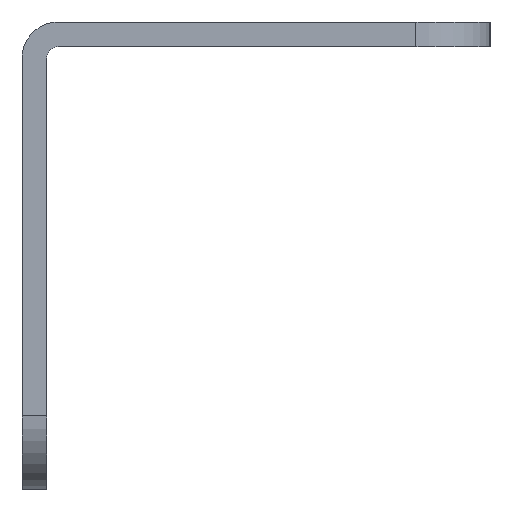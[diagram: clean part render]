
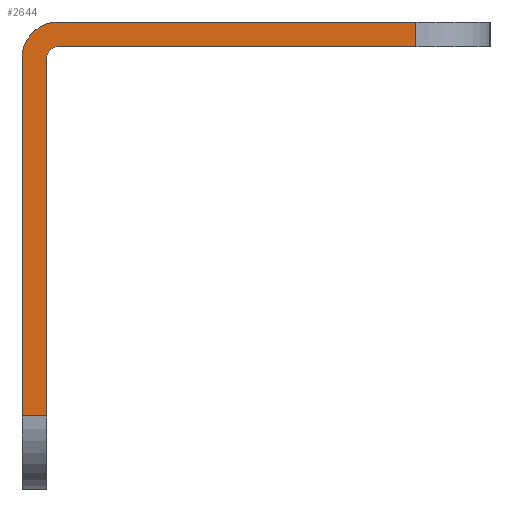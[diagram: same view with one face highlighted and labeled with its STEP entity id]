
A CAD part, left-side view. The second image highlights one B-rep face of the part: STEP entity #2644.
In plain terms, the highlighted planar face has unit normal (-1, 0, 0).
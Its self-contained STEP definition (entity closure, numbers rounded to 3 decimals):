
#526=FACE_OUTER_BOUND('',#666,.T.);
#666=EDGE_LOOP('',(#2067,#2068,#2069,#2070,#2071,#2072,#2073,#2074));
#1185=CIRCLE('',#2789,0.74);
#1186=CIRCLE('',#2790,2.34);
#1453=LINE('',#4044,#1477);
#1454=LINE('',#4046,#1478);
#1455=LINE('',#4050,#1479);
#1456=LINE('',#4052,#1480);
#1457=LINE('',#4054,#1481);
#1458=LINE('',#4057,#1482);
#1477=VECTOR('',#3205,1.6);
#1478=VECTOR('',#3206,23.16);
#1479=VECTOR('',#3209,23.16);
#1480=VECTOR('',#3210,1.6);
#1481=VECTOR('',#3211,23.16);
#1482=VECTOR('',#3214,23.16);
#1503=VERTEX_POINT('',#4042);
#1504=VERTEX_POINT('',#4043);
#1505=VERTEX_POINT('',#4045);
#1506=VERTEX_POINT('',#4047);
#1507=VERTEX_POINT('',#4049);
#1508=VERTEX_POINT('',#4051);
#1509=VERTEX_POINT('',#4053);
#1510=VERTEX_POINT('',#4055);
#1779=EDGE_CURVE('',#1503,#1504,#1453,.T.);
#1780=EDGE_CURVE('',#1505,#1504,#1454,.T.);
#1781=EDGE_CURVE('',#1505,#1506,#1185,.T.);
#1782=EDGE_CURVE('',#1507,#1506,#1455,.T.);
#1783=EDGE_CURVE('',#1507,#1508,#1456,.T.);
#1784=EDGE_CURVE('',#1509,#1508,#1457,.T.);
#1785=EDGE_CURVE('',#1509,#1510,#1186,.T.);
#1786=EDGE_CURVE('',#1503,#1510,#1458,.T.);
#2067=ORIENTED_EDGE('',*,*,#1779,.T.);
#2068=ORIENTED_EDGE('',*,*,#1780,.F.);
#2069=ORIENTED_EDGE('',*,*,#1781,.T.);
#2070=ORIENTED_EDGE('',*,*,#1782,.F.);
#2071=ORIENTED_EDGE('',*,*,#1783,.T.);
#2072=ORIENTED_EDGE('',*,*,#1784,.F.);
#2073=ORIENTED_EDGE('',*,*,#1785,.T.);
#2074=ORIENTED_EDGE('',*,*,#1786,.F.);
#2636=PLANE('',#2788);
#2644=ADVANCED_FACE('',(#526),#2636,.F.);
#2788=AXIS2_PLACEMENT_3D('',#4041,#3203,#3204);
#2789=AXIS2_PLACEMENT_3D('',#4048,#3207,#3208);
#2790=AXIS2_PLACEMENT_3D('',#4056,#3212,#3213);
#3203=DIRECTION('center_axis',(1.,0.,0.));
#3204=DIRECTION('ref_axis',(0.,0.,-1.));
#3205=DIRECTION('',(0.,-1.,0.));
#3206=DIRECTION('',(0.,0.,-1.));
#3207=DIRECTION('center_axis',(1.,0.,0.));
#3208=DIRECTION('ref_axis',(0.,1.,0.));
#3209=DIRECTION('',(0.,1.,0.));
#3210=DIRECTION('',(0.,0.,1.));
#3211=DIRECTION('',(0.,-1.,0.));
#3212=DIRECTION('center_axis',(-1.,0.,0.));
#3213=DIRECTION('ref_axis',(0.,0.,1.));
#3214=DIRECTION('',(0.,0.,1.));
#4041=CARTESIAN_POINT('Origin',(-168.,0.,0.));
#4042=CARTESIAN_POINT('',(-168.,0.,-25.5));
#4043=CARTESIAN_POINT('',(-168.,-1.6,-25.5));
#4044=CARTESIAN_POINT('',(-168.,0.,-25.5));
#4045=CARTESIAN_POINT('',(-168.,-1.6,-2.34));
#4046=CARTESIAN_POINT('',(-168.,-1.6,-2.34));
#4047=CARTESIAN_POINT('',(-168.,-2.34,-1.6));
#4048=CARTESIAN_POINT('Origin',(-168.,-2.34,-2.34));
#4049=CARTESIAN_POINT('',(-168.,-25.5,-1.6));
#4050=CARTESIAN_POINT('',(-168.,-25.5,-1.6));
#4051=CARTESIAN_POINT('',(-168.,-25.5,0.));
#4052=CARTESIAN_POINT('',(-168.,-25.5,-1.6));
#4053=CARTESIAN_POINT('',(-168.,-2.34,0.));
#4054=CARTESIAN_POINT('',(-168.,-2.34,0.));
#4055=CARTESIAN_POINT('',(-168.,0.,-2.34));
#4056=CARTESIAN_POINT('Origin',(-168.,-2.34,-2.34));
#4057=CARTESIAN_POINT('',(-168.,0.,-25.5));
